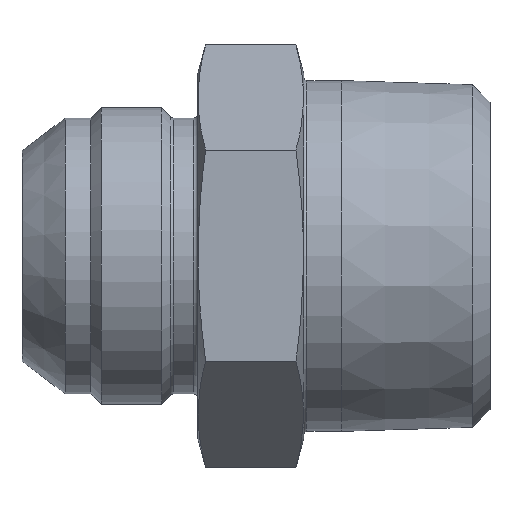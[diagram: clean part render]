
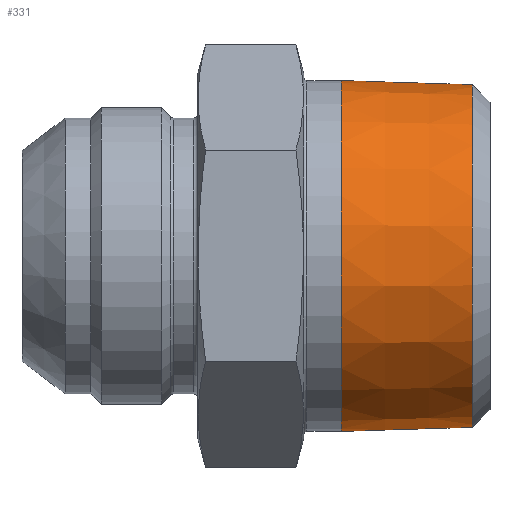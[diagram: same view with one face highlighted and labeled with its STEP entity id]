
A CAD part, top view. The second image highlights one B-rep face of the part: STEP entity #331.
In plain terms, the highlighted conical face has half-angle 1.788 degrees and reference radius 23.989 mm.
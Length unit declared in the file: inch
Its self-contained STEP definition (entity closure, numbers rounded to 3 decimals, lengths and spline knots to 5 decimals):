
#39=CONICAL_SURFACE('',#367,0.94446,1.788);
#65=FACE_BOUND('',#118,.T.);
#87=FACE_OUTER_BOUND('',#117,.T.);
#117=EDGE_LOOP('',(#255));
#118=EDGE_LOOP('',(#256));
#159=CIRCLE('',#361,0.95561);
#161=CIRCLE('',#365,0.9333);
#179=VERTEX_POINT('',#513);
#181=VERTEX_POINT('',#519);
#211=EDGE_CURVE('',#179,#179,#159,.T.);
#213=EDGE_CURVE('',#181,#181,#161,.T.);
#255=ORIENTED_EDGE('',*,*,#211,.T.);
#256=ORIENTED_EDGE('',*,*,#213,.F.);
#331=ADVANCED_FACE('',(#87,#65),#39,.T.);
#361=AXIS2_PLACEMENT_3D('',#514,#414,#415);
#365=AXIS2_PLACEMENT_3D('',#520,#422,#423);
#367=AXIS2_PLACEMENT_3D('',#523,#426,#427);
#414=DIRECTION('center_axis',(1.,0.,0.));
#415=DIRECTION('ref_axis',(0.,1.,0.));
#422=DIRECTION('center_axis',(1.,0.,0.));
#423=DIRECTION('ref_axis',(0.,1.,0.));
#426=DIRECTION('center_axis',(-1.,0.,0.));
#427=DIRECTION('ref_axis',(0.,1.,0.));
#513=CARTESIAN_POINT('',(1.73956,0.95561,0.));
#514=CARTESIAN_POINT('Origin',(1.73956,0.,0.));
#519=CARTESIAN_POINT('',(2.4542,0.9333,0.));
#520=CARTESIAN_POINT('Origin',(2.4542,0.,
0.));
#523=CARTESIAN_POINT('Origin',(2.09688,0.,0.));
